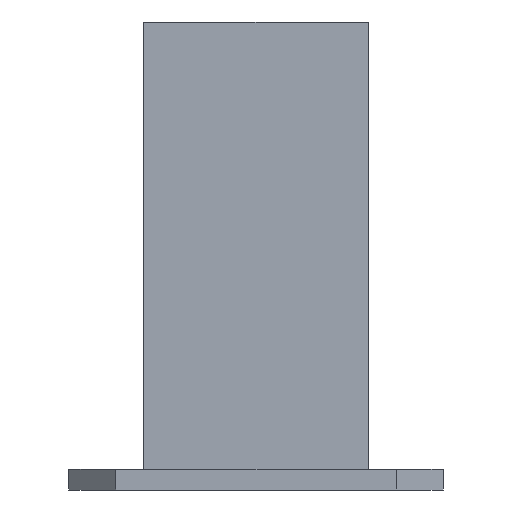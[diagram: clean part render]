
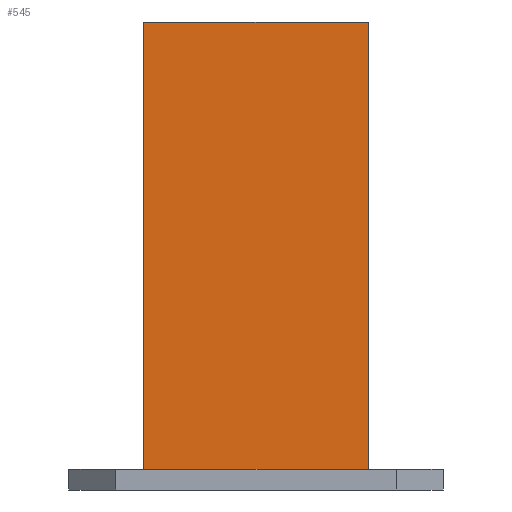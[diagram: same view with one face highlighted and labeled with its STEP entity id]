
A CAD part, left-side view. The second image highlights one B-rep face of the part: STEP entity #545.
In plain terms, the highlighted planar face has unit normal (-1, 0, 0).
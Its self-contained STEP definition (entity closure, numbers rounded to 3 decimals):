
#545 = ADVANCED_FACE( '', ( #1695 ), #1696, .F. );
#1695 = FACE_OUTER_BOUND( '', #2982, .T. );
#1696 = PLANE( '', #2983 );
#2982 = EDGE_LOOP( '', ( #7005, #7006, #7007, #7008 ) );
#2983 = AXIS2_PLACEMENT_3D( '', #7009, #7010, #7011 );
#7005 = ORIENTED_EDGE( '', *, *, #9518, .F. );
#7006 = ORIENTED_EDGE( '', *, *, #9507, .F. );
#7007 = ORIENTED_EDGE( '', *, *, #9511, .T. );
#7008 = ORIENTED_EDGE( '', *, *, #9519, .F. );
#7009 = CARTESIAN_POINT( '', ( -300., 300., 1250. ) );
#7010 = DIRECTION( '', ( 1., 0., 0. ) );
#7011 = DIRECTION( '', ( 0., 1., 0. ) );
#9507 = EDGE_CURVE( '', #11957, #11958, #11959, .T. );
#9511 = EDGE_CURVE( '', #11957, #11965, #11966, .T. );
#9518 = EDGE_CURVE( '', #11958, #11974, #11975, .T. );
#9519 = EDGE_CURVE( '', #11974, #11965, #11976, .T. );
#11957 = VERTEX_POINT( '', #17732 );
#11958 = VERTEX_POINT( '', #17733 );
#11959 = LINE( '', #17734, #17735 );
#11965 = VERTEX_POINT( '', #17744 );
#11966 = LINE( '', #17745, #17746 );
#11974 = VERTEX_POINT( '', #17760 );
#11975 = LINE( '', #17761, #17762 );
#11976 = LINE( '', #17763, #17764 );
#17732 = CARTESIAN_POINT( '', ( -300., 300., 1250. ) );
#17733 = CARTESIAN_POINT( '', ( -300., -300., 1250. ) );
#17734 = CARTESIAN_POINT( '', ( -300., 300., 1250. ) );
#17735 = VECTOR( '', #20643, 1000. );
#17744 = CARTESIAN_POINT( '', ( -300., 300., 55. ) );
#17745 = CARTESIAN_POINT( '', ( -300., 300., 1250. ) );
#17746 = VECTOR( '', #20647, 1000. );
#17760 = CARTESIAN_POINT( '', ( -300., -300., 55. ) );
#17761 = CARTESIAN_POINT( '', ( -300., -300., 1250. ) );
#17762 = VECTOR( '', #20654, 1000. );
#17763 = CARTESIAN_POINT( '', ( -300., -500., 55. ) );
#17764 = VECTOR( '', #20655, 1000. );
#20643 = DIRECTION( '', ( 0., -1., 0. ) );
#20647 = DIRECTION( '', ( 0., 0., -1. ) );
#20654 = DIRECTION( '', ( 0., 0., -1. ) );
#20655 = DIRECTION( '', ( 0., 1., 0. ) );
